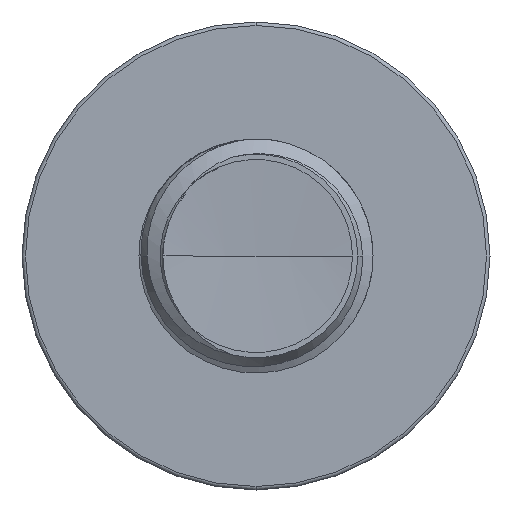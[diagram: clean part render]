
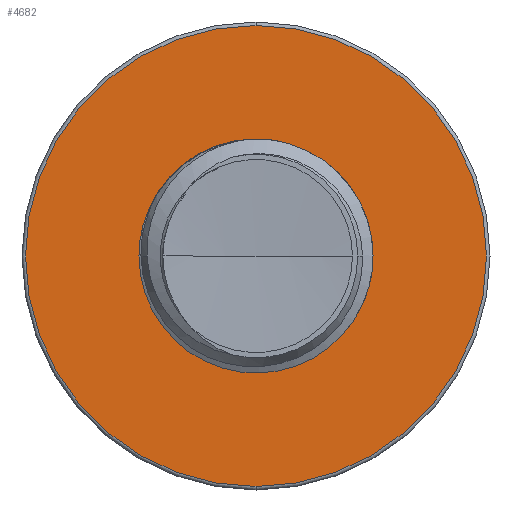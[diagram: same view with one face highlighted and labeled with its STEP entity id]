
A CAD part, front view. The second image highlights one B-rep face of the part: STEP entity #4682.
In plain terms, the highlighted planar face has unit normal (0, -1, 0).
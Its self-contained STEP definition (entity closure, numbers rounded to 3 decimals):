
#55 = CARTESIAN_POINT ( 'NONE',  ( 0., 5., 0. ) ) ;
#1162 = EDGE_LOOP ( 'NONE', ( #3976, #7394 ) ) ;
#1262 = CARTESIAN_POINT ( 'NONE',  ( 0., 5., 0. ) ) ;
#1486 = CIRCLE ( 'NONE', #4299, 2.923 ) ;
#1499 = DIRECTION ( 'NONE',  ( 0., 0., -1. ) ) ;
#2010 = AXIS2_PLACEMENT_3D ( 'NONE', #11257, #3570, #12500 ) ;
#2474 = CARTESIAN_POINT ( 'NONE',  ( 0., 5., 5.91 ) ) ;
#2566 = DIRECTION ( 'NONE',  ( 0., 0., -1. ) ) ;
#3184 = CARTESIAN_POINT ( 'NONE',  ( 0., 5., 0. ) ) ;
#3570 = DIRECTION ( 'NONE',  ( 0., -1., 0. ) ) ;
#3976 = ORIENTED_EDGE ( 'NONE', *, *, #8579, .T. ) ;
#3988 = EDGE_CURVE ( 'NONE', #6444, #14914, #5710, .T. ) ;
#4299 = AXIS2_PLACEMENT_3D ( 'NONE', #55, #9256, #1499 ) ;
#4431 = VERTEX_POINT ( 'NONE', #13695 ) ;
#4559 = DIRECTION ( 'NONE',  ( 0., 0., -1. ) ) ;
#4682 = ADVANCED_FACE ( 'NONE', ( #10879, #7455 ), #6422, .T. ) ;
#4715 = AXIS2_PLACEMENT_3D ( 'NONE', #11519, #15300, #7711 ) ;
#5710 = CIRCLE ( 'NONE', #7594, 5.91 ) ;
#6422 = PLANE ( 'NONE',  #4715 ) ;
#6444 = VERTEX_POINT ( 'NONE', #2474 ) ;
#7192 = AXIS2_PLACEMENT_3D ( 'NONE', #1262, #10388, #2566 ) ;
#7394 = ORIENTED_EDGE ( 'NONE', *, *, #3988, .T. ) ;
#7455 = FACE_BOUND ( 'NONE', #9291, .T. ) ;
#7594 = AXIS2_PLACEMENT_3D ( 'NONE', #3184, #12180, #4559 ) ;
#7711 = DIRECTION ( 'NONE',  ( 0., 0., -1. ) ) ;
#8329 = CARTESIAN_POINT ( 'NONE',  ( 0., 5., 2.923 ) ) ;
#8376 = CIRCLE ( 'NONE', #2010, 2.923 ) ;
#8579 = EDGE_CURVE ( 'NONE', #14914, #6444, #16756, .T. ) ;
#9256 = DIRECTION ( 'NONE',  ( 0., -1., 0. ) ) ;
#9291 = EDGE_LOOP ( 'NONE', ( #10820, #14113 ) ) ;
#9644 = EDGE_CURVE ( 'NONE', #4431, #11073, #1486, .T. ) ;
#10388 = DIRECTION ( 'NONE',  ( 0., -1., 0. ) ) ;
#10820 = ORIENTED_EDGE ( 'NONE', *, *, #9644, .F. ) ;
#10879 = FACE_OUTER_BOUND ( 'NONE', #1162, .T. ) ;
#11073 = VERTEX_POINT ( 'NONE', #8329 ) ;
#11257 = CARTESIAN_POINT ( 'NONE',  ( 0., 5., 0. ) ) ;
#11507 = EDGE_CURVE ( 'NONE', #11073, #4431, #8376, .T. ) ;
#11519 = CARTESIAN_POINT ( 'NONE',  ( 0., 5., 2.923 ) ) ;
#12180 = DIRECTION ( 'NONE',  ( 0., -1., 0. ) ) ;
#12500 = DIRECTION ( 'NONE',  ( 0., 0., -1. ) ) ;
#13695 = CARTESIAN_POINT ( 'NONE',  ( 0., 5., -2.923 ) ) ;
#14113 = ORIENTED_EDGE ( 'NONE', *, *, #11507, .F. ) ;
#14914 = VERTEX_POINT ( 'NONE', #15180 ) ;
#15180 = CARTESIAN_POINT ( 'NONE',  ( 0., 5., -5.91 ) ) ;
#15300 = DIRECTION ( 'NONE',  ( 0., -1., 0. ) ) ;
#16756 = CIRCLE ( 'NONE', #7192, 5.91 ) ;
